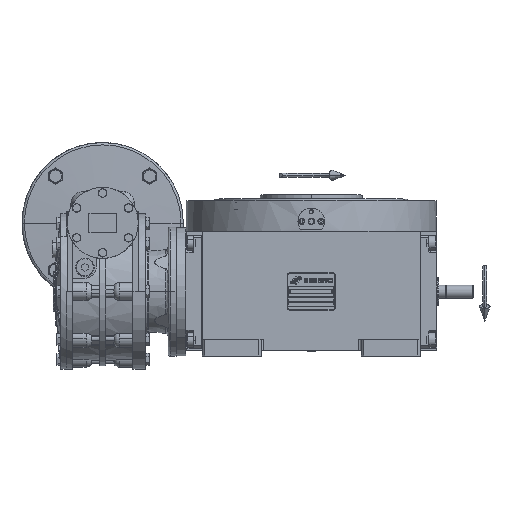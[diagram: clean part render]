
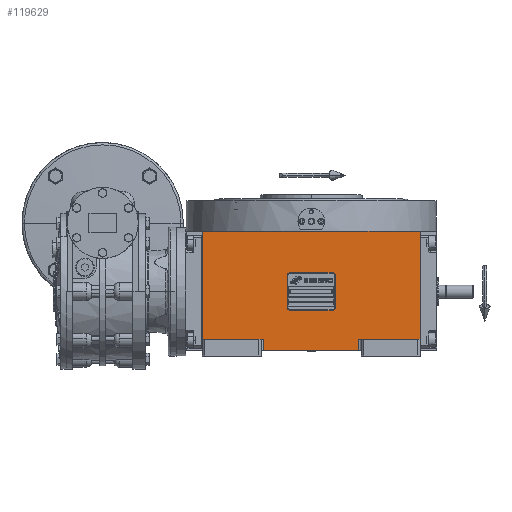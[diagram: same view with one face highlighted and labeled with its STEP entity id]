
A CAD part, top view. The second image highlights one B-rep face of the part: STEP entity #119629.
In plain terms, the highlighted planar face has unit normal (0, 0, 1).
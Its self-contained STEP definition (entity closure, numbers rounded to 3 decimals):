
#2588 = VECTOR ( 'NONE', #91435, 1000. ) ;
#3731 = VERTEX_POINT ( 'NONE', #23482 ) ;
#6030 = DIRECTION ( 'NONE',  ( 1., 0., 0. ) ) ;
#7545 = CARTESIAN_POINT ( 'NONE',  ( 135., -59., 226. ) ) ;
#7704 = LINE ( 'NONE', #94213, #85393 ) ;
#8010 = EDGE_CURVE ( 'NONE', #118120, #30327, #109336, .T. ) ;
#11347 = ORIENTED_EDGE ( 'NONE', *, *, #65260, .T. ) ;
#14107 = CARTESIAN_POINT ( 'NONE',  ( -135., 75., 226. ) ) ;
#14510 = CARTESIAN_POINT ( 'NONE',  ( 59., -73., 226. ) ) ;
#16453 = VECTOR ( 'NONE', #93492, 1000. ) ;
#16878 = CARTESIAN_POINT ( 'NONE',  ( -59., -59., 226. ) ) ;
#17413 = LINE ( 'NONE', #101452, #49769 ) ;
#18180 = CARTESIAN_POINT ( 'NONE',  ( -135., -59., 226. ) ) ;
#18506 = EDGE_CURVE ( 'NONE', #47034, #29899, #50627, .T. ) ;
#21041 = VECTOR ( 'NONE', #68288, 1000. ) ;
#21927 = ORIENTED_EDGE ( 'NONE', *, *, #8010, .T. ) ;
#22830 = PLANE ( 'NONE',  #111397 ) ;
#23482 = CARTESIAN_POINT ( 'NONE',  ( 135., -59., 226. ) ) ;
#25741 = CARTESIAN_POINT ( 'NONE',  ( 135., 75., 226. ) ) ;
#28270 = EDGE_CURVE ( 'NONE', #3731, #29899, #63784, .T. ) ;
#29899 = VERTEX_POINT ( 'NONE', #25741 ) ;
#30327 = VERTEX_POINT ( 'NONE', #14510 ) ;
#31685 = EDGE_CURVE ( 'NONE', #64237, #30327, #17413, .T. ) ;
#34512 = VECTOR ( 'NONE', #46624, 1000. ) ;
#35343 = DIRECTION ( 'NONE',  ( 0., -1., 0. ) ) ;
#41167 = VERTEX_POINT ( 'NONE', #106573 ) ;
#42105 = ORIENTED_EDGE ( 'NONE', *, *, #108416, .F. ) ;
#42550 = FACE_OUTER_BOUND ( 'NONE', #118522, .T. ) ;
#44495 = CARTESIAN_POINT ( 'NONE',  ( -59., -73., 226. ) ) ;
#46013 = DIRECTION ( 'NONE',  ( 0., 1., 0. ) ) ;
#46624 = DIRECTION ( 'NONE',  ( 1., 0., 0. ) ) ;
#47034 = VERTEX_POINT ( 'NONE', #99853 ) ;
#48100 = VECTOR ( 'NONE', #88307, 1000. ) ;
#49769 = VECTOR ( 'NONE', #35343, 1000. ) ;
#50627 = LINE ( 'NONE', #14107, #48100 ) ;
#51830 = DIRECTION ( 'NONE',  ( 0., 0., 1. ) ) ;
#63784 = LINE ( 'NONE', #7545, #80965 ) ;
#63836 = CARTESIAN_POINT ( 'NONE',  ( -135., -59., 226. ) ) ;
#64237 = VERTEX_POINT ( 'NONE', #86798 ) ;
#65260 = EDGE_CURVE ( 'NONE', #41167, #83592, #65755, .T. ) ;
#65755 = LINE ( 'NONE', #18180, #34512 ) ;
#66817 = ORIENTED_EDGE ( 'NONE', *, *, #31685, .F. ) ;
#68288 = DIRECTION ( 'NONE',  ( 1., 0., 0. ) ) ;
#68796 = ORIENTED_EDGE ( 'NONE', *, *, #79463, .F. ) ;
#71542 = CARTESIAN_POINT ( 'NONE',  ( -135., -73., 226. ) ) ;
#76305 = LINE ( 'NONE', #104699, #21041 ) ;
#76813 = ORIENTED_EDGE ( 'NONE', *, *, #83329, .T. ) ;
#79463 = EDGE_CURVE ( 'NONE', #41167, #47034, #112559, .T. ) ;
#80965 = VECTOR ( 'NONE', #101472, 1000. ) ;
#82178 = ORIENTED_EDGE ( 'NONE', *, *, #18506, .F. ) ;
#83329 = EDGE_CURVE ( 'NONE', #64237, #3731, #76305, .T. ) ;
#83592 = VERTEX_POINT ( 'NONE', #16878 ) ;
#85393 = VECTOR ( 'NONE', #46013, 1000. ) ;
#86798 = CARTESIAN_POINT ( 'NONE',  ( 59., -59., 226. ) ) ;
#88307 = DIRECTION ( 'NONE',  ( 1., 0., 0. ) ) ;
#91435 = DIRECTION ( 'NONE',  ( 1., 0., 0. ) ) ;
#93492 = DIRECTION ( 'NONE',  ( 0., 1., 0. ) ) ;
#94213 = CARTESIAN_POINT ( 'NONE',  ( -59., -73., 226. ) ) ;
#99853 = CARTESIAN_POINT ( 'NONE',  ( -135., 75., 226. ) ) ;
#101452 = CARTESIAN_POINT ( 'NONE',  ( 59., -59., 226. ) ) ;
#101472 = DIRECTION ( 'NONE',  ( 0., 1., 0. ) ) ;
#103888 = CARTESIAN_POINT ( 'NONE',  ( -59., -73., 226. ) ) ;
#104699 = CARTESIAN_POINT ( 'NONE',  ( 59., -59., 226. ) ) ;
#106573 = CARTESIAN_POINT ( 'NONE',  ( -135., -59., 226. ) ) ;
#108416 = EDGE_CURVE ( 'NONE', #118120, #83592, #7704, .T. ) ;
#109336 = LINE ( 'NONE', #44495, #2588 ) ;
#110823 = ORIENTED_EDGE ( 'NONE', *, *, #28270, .T. ) ;
#111397 = AXIS2_PLACEMENT_3D ( 'NONE', #71542, #51830, #6030 ) ;
#112559 = LINE ( 'NONE', #63836, #16453 ) ;
#118120 = VERTEX_POINT ( 'NONE', #103888 ) ;
#118522 = EDGE_LOOP ( 'NONE', ( #21927, #66817, #76813, #110823, #82178, #68796, #11347, #42105 ) ) ;
#119629 = ADVANCED_FACE ( 'NONE', ( #42550 ), #22830, .T. ) ;
